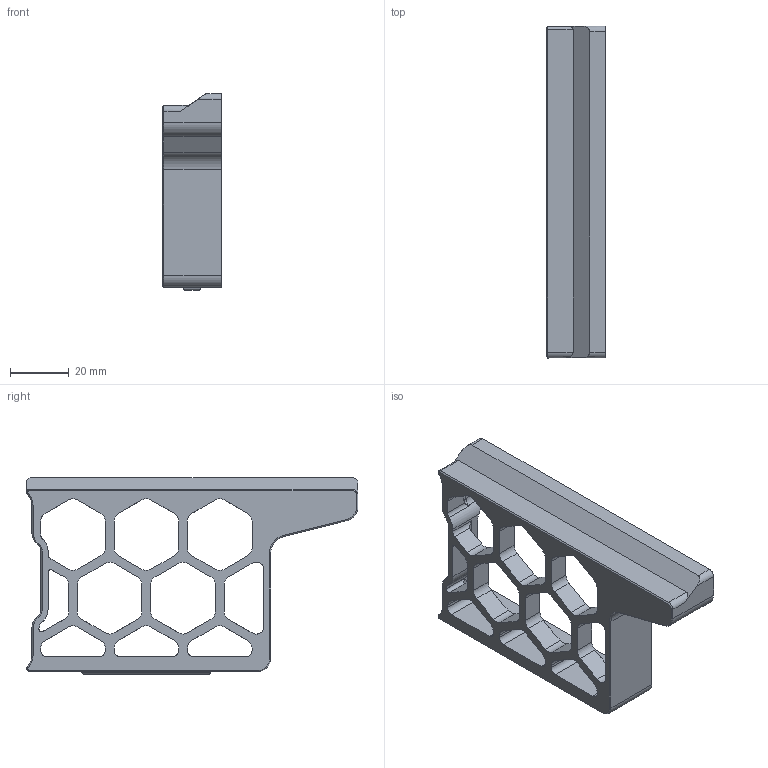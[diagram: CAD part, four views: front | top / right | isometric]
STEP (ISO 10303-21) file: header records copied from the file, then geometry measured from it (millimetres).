
FILE_DESCRIPTION(/* description */ (''),/* implementation_level */ '2;1');
FILE_NAME(/* name */ 'side_skirt_ab_320_x2.step',/* time_stamp */ '2020-05-11T18:37:43-07:00',/* author */ (''),/* organization */ (''),/* preprocessor_version */ 'ST-DEVELOPER v18.1',/* originating_system */ 'Autodesk Translation Framework v9.2.0.1227',/* authorisation */ '');
FILE_SCHEMA (('AUTOMOTIVE_DESIGN { 1 0 10303 214 3 1 1 }'));
Length unit declared in the file: millimetre
Products named in the file (1): side_skirt_ab_320_x2
Bounding box: 20 x 113.1 x 67 mm (x, y, z)
Volume: 33108.6 mm3; surface area: 20652.8 mm2
Topology: 1 solids, 1 shells, 235 faces, 695 edges, 453 vertices
Faces by surface type: cylinder 109, plane 104, cone 12, torus 6, bspline 4
Full cylindrical faces by diameter (mm): 3.4 x2
Entity records: 8685 total; most frequent: CARTESIAN_POINT 2262, ORIENTED_EDGE 1390, DIRECTION 1321, EDGE_CURVE 695, AXIS2_PLACEMENT_3D 466, VERTEX_POINT 453, LINE 389, VECTOR 389
